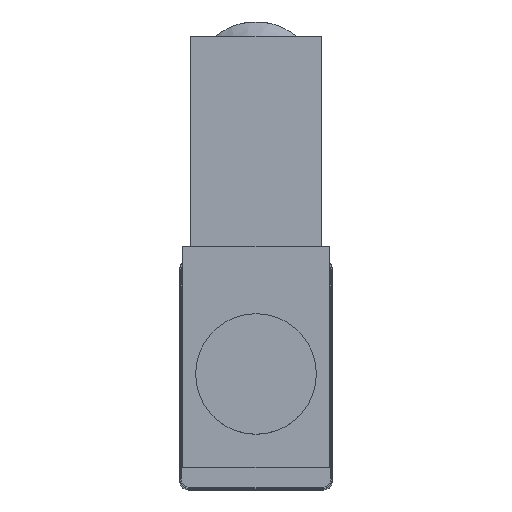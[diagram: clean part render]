
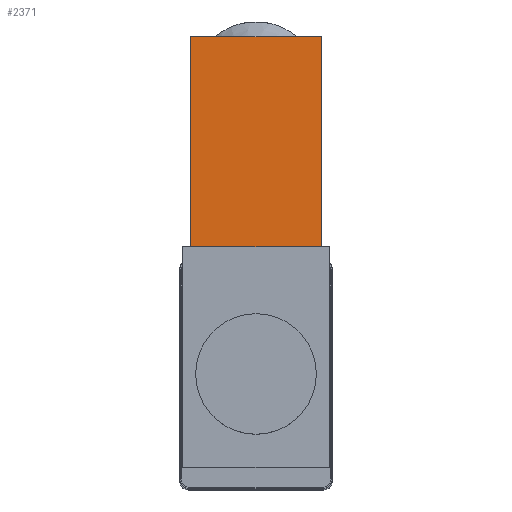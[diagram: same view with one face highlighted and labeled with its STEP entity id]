
A CAD part, top view. The second image highlights one B-rep face of the part: STEP entity #2371.
In plain terms, the highlighted planar face has unit normal (0, 0, 1).
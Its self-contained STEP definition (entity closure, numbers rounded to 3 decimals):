
#106=LINE('',#3529,#298);
#115=LINE('',#3548,#307);
#212=LINE('',#3925,#404);
#213=LINE('',#3927,#405);
#298=VECTOR('',#2759,1000.);
#307=VECTOR('',#2770,1000.);
#404=VECTOR('',#3161,1000.);
#405=VECTOR('',#3164,1000.);
#844=ORIENTED_EDGE('',*,*,#1308,.T.);
#845=ORIENTED_EDGE('',*,*,#1138,.T.);
#846=ORIENTED_EDGE('',*,*,#1309,.F.);
#847=ORIENTED_EDGE('',*,*,#1129,.F.);
#1129=EDGE_CURVE('',#1443,#1444,#106,.T.);
#1138=EDGE_CURVE('',#1450,#1452,#115,.T.);
#1308=EDGE_CURVE('',#1443,#1450,#212,.T.);
#1309=EDGE_CURVE('',#1444,#1452,#213,.T.);
#1443=VERTEX_POINT('',#3528);
#1444=VERTEX_POINT('',#3530);
#1450=VERTEX_POINT('',#3543);
#1452=VERTEX_POINT('',#3547);
#1894=EDGE_LOOP('',(#844,#845,#846,#847));
#2110=FACE_BOUND('',#1894,.T.);
#2248=PLANE('',#2608);
#2371=ADVANCED_FACE('',(#2110),#2248,.F.);
#2608=AXIS2_PLACEMENT_3D('',#3926,#3162,#3163);
#2759=DIRECTION('',(1.,0.,0.));
#2770=DIRECTION('',(1.,0.,0.));
#3161=DIRECTION('',(0.,-1.,0.));
#3162=DIRECTION('',(0.,0.,-1.));
#3163=DIRECTION('',(-1.,0.,0.));
#3164=DIRECTION('',(0.,-1.,0.));
#3528=CARTESIAN_POINT('',(-7.7,39.7,43.3));
#3529=CARTESIAN_POINT('',(-7.7,39.7,43.3));
#3530=CARTESIAN_POINT('',(7.7,39.7,43.3));
#3543=CARTESIAN_POINT('',(-7.7,15.,43.3));
#3547=CARTESIAN_POINT('',(7.7,15.,43.3));
#3548=CARTESIAN_POINT('',(8.6,15.,43.3));
#3925=CARTESIAN_POINT('',(-7.7,39.7,43.3));
#3926=CARTESIAN_POINT('',(-7.7,39.7,43.3));
#3927=CARTESIAN_POINT('',(7.7,39.7,43.3));
